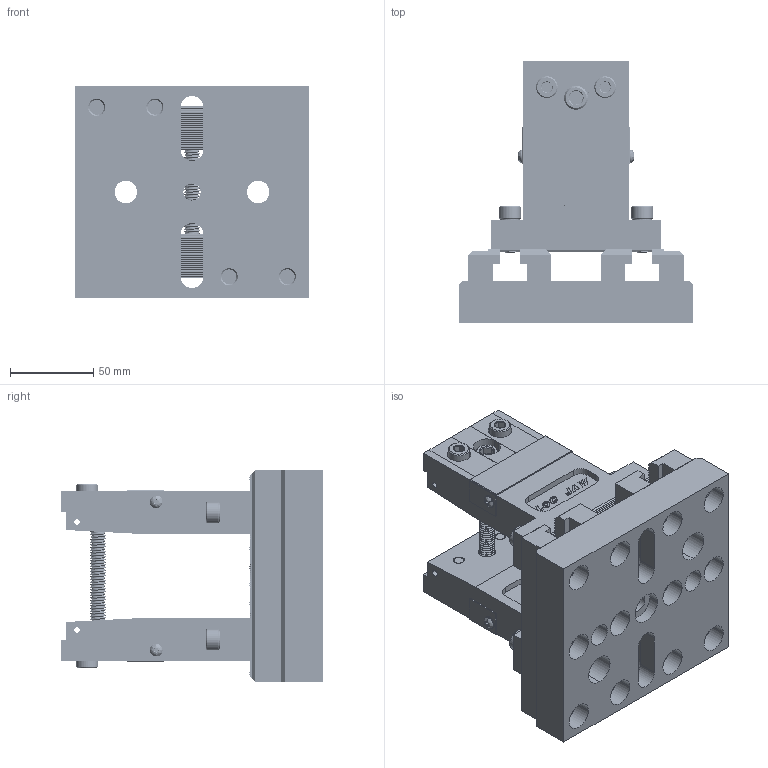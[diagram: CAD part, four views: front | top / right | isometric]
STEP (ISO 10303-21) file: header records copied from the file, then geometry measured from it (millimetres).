
FILE_DESCRIPTION (( 'STEP AP203' ), '1' );
FILE_NAME ('14500.STEP', '2018-11-27T20:27:23', ( 'tkrafton' ), ( 'Microsoft' ), 'SwSTEP 2.0', 'SolidWorks 2018', '' );
FILE_SCHEMA (( 'CONFIG_CONTROL_DESIGN' ));
Length unit declared in the file: inch
Products named in the file (12): 14500; 4th axis asembaly  solid 2-19-2013-lines4; 4th axis asembaly  solid 2-19-2013-lines9; 4th axis asembaly  solid 2-19-2013-lines6; 4th axis asembaly  solid 2-19-2013-lines26; 4th axis asembaly  solid 2-19-2013-lines45; 145201_145201; 4th axis asembaly  solid 2-19-2013-lines52; 145202_145202; 4th axis asembaly  solid 2-19-2013-lines2; 90044A150_BLACK-OXIDE ALLOY STEEL SOCKET HEAD CAP SCREW_90044A150; 4th axis asembaly  solid 2-19-2013-lines3
Assembly tree (26 placements, depth 2):
  14500
    4th axis asembaly  solid 2-19-2013-lines52
    4th axis asembaly  solid 2-19-2013-lines2  x2
    4th axis asembaly  solid 2-19-2013-lines3
    4th axis asembaly  solid 2-19-2013-lines4
    4th axis asembaly  solid 2-19-2013-lines9  x2
    4th axis asembaly  solid 2-19-2013-lines6  x4
    4th axis asembaly  solid 2-19-2013-lines26  x4
    4th axis asembaly  solid 2-19-2013-lines45  x8
    145201_145201
    145202_145202
    90044A150_BLACK-OXIDE ALLOY STEEL SOCKET HEAD CAP SCREW_90044A150
Bounding box: 139.7 x 157.23 x 127 mm (x, y, z)
Volume: 839809.9 mm3; surface area: 236054 mm2
Topology: 26 solids, 26 shells, 3929 faces, 10961 edges, 7241 vertices
Faces by surface type: plane 2385, cylinder 993, bspline 418, cone 133
Entity records: 106748 total; most frequent: CARTESIAN_POINT 39151, ORIENTED_EDGE 14940, DIRECTION 11889, EDGE_CURVE 7470, LINE 5809, VECTOR 5809, VERTEX_POINT 4960, AXIS2_PLACEMENT_3D 3040
